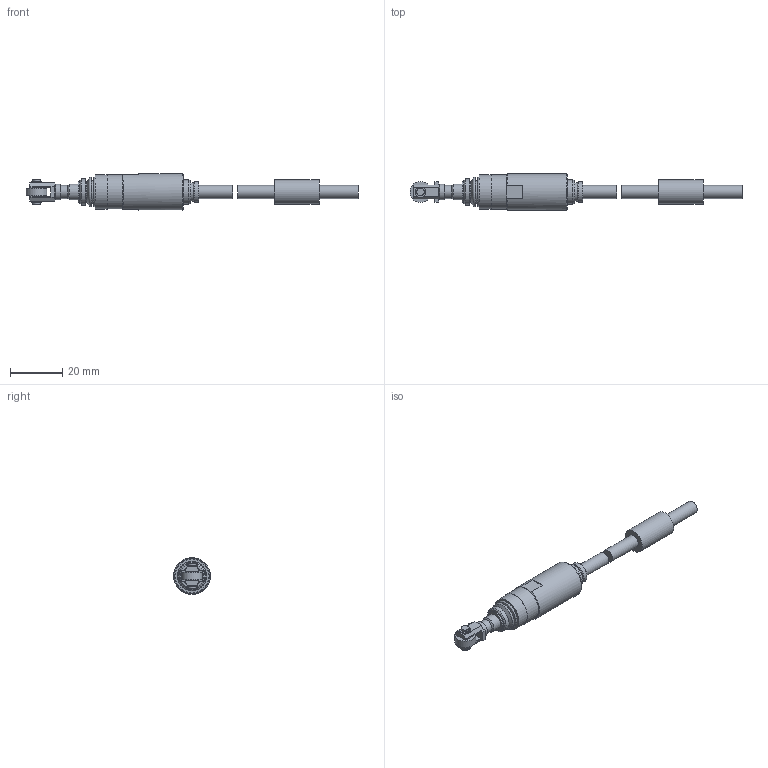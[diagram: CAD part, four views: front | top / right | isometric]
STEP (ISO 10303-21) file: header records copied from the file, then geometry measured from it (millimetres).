
FILE_DESCRIPTION (( 'STEP AP214' ), '1' );
FILE_NAME ('P10DHB-TML.STEP', '2019-05-23T20:49:23', ( '' ), ( '' ), 'SwSTEP 2.0', 'SolidWorks 2018', '' );
FILE_SCHEMA (( 'AUTOMOTIVE_DESIGN' ));
Length unit declared in the file: inch
Products named in the file (1): P10DHB-TML
Bounding box: 126.86 x 14 x 13.99 mm (x, y, z)
Volume: 8339.5 mm3; surface area: 4152.5 mm2
Topology: 2 solids, 2 shells, 105 faces, 223 edges, 142 vertices
Faces by surface type: plane 62, cylinder 28, cone 11, torus 4
Full cylindrical faces by diameter (mm): 2.7 x2, 3 x6, 5 x4, 6 x2, 7 x1, 7.7 x1, 7.9 x1, 8 x2, 9 x1, 9.3 x2, 10 x1, 13 x1, 13.2 x1, 14 x1
Entity records: 2573 total; most frequent: DIRECTION 460, CARTESIAN_POINT 420, ORIENTED_EDGE 344, AXIS2_PLACEMENT_3D 186, EDGE_CURVE 172, EDGE_LOOP 166, FACE_OUTER_BOUND 135, VERTEX_POINT 130
